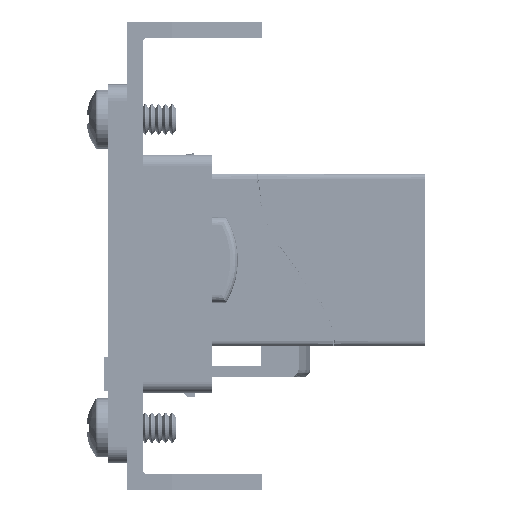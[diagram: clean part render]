
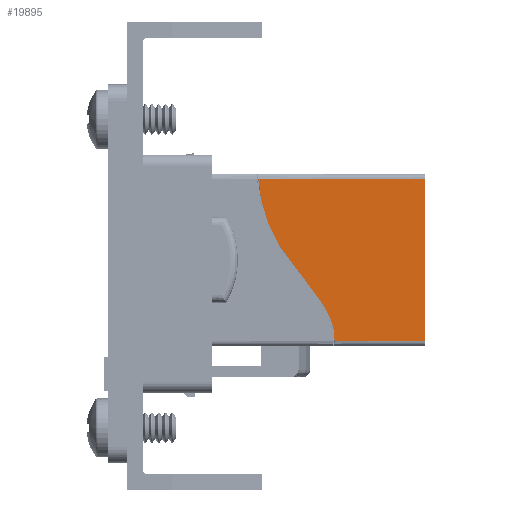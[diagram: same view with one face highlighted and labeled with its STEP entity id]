
A CAD part, left-side view. The second image highlights one B-rep face of the part: STEP entity #19895.
In plain terms, the highlighted face is planar.
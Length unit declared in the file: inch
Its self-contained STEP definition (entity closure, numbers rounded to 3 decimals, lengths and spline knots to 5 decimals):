
#1202 = CARTESIAN_POINT ( 'NONE',  ( 0.28937, -0.03679, -0.06523 ) ) ;
#1297 = CARTESIAN_POINT ( 'NONE',  ( 0.28937, -0.27791, -0.29921 ) ) ;
#4027 = CARTESIAN_POINT ( 'NONE',  ( 0.28937, 0.58661, -0.3189 ) ) ;
#4717 = AXIS2_PLACEMENT_3D ( 'NONE', #4027, #39103, #15832 ) ;
#4924 = CARTESIAN_POINT ( 'NONE',  ( 0.28937, -0.2515, 0.29069 ) ) ;
#5097 = CARTESIAN_POINT ( 'NONE',  ( 0.28937, 0.0275, -0.24721 ) ) ;
#8525 = DIRECTION ( 'NONE',  ( 0., 0., -1. ) ) ;
#10268 = ORIENTED_EDGE ( 'NONE', *, *, #38714, .T. ) ;
#11852 = EDGE_CURVE ( 'NONE', #43974, #45237, #17476, .T. ) ;
#12035 = EDGE_CURVE ( 'NONE', #43974, #39591, #24337, .T. ) ;
#15832 = DIRECTION ( 'NONE',  ( 0., 0., 1. ) ) ;
#16339 = VERTEX_POINT ( 'NONE', #43546 ) ;
#16424 = CARTESIAN_POINT ( 'NONE',  ( 0.28937, -0.25126, 0.29921 ) ) ;
#17476 = B_SPLINE_CURVE_WITH_KNOTS ( 'NONE', 3,
 ( #16424, #4924, #39852, #43753, #20517, #47689, #24384, #1202, #28320, #5097, #32197 ),
 .UNSPECIFIED., .F., .F.,
 ( 4, 1, 1, 1, 1, 1, 1, 1, 4 ),
 ( 0.02828, 0.0625, 0.125, 0.25, 0.375, 0.5, 0.625, 0.75, 0.97109 ),
 .UNSPECIFIED. ) ;
#17529 = FACE_OUTER_BOUND ( 'NONE', #34700, .T. ) ;
#18200 = VECTOR ( 'NONE', #8525, 39.37008 ) ;
#19895 = ADVANCED_FACE ( 'NONE', ( #17529 ), #42858, .F. ) ;
#20517 = CARTESIAN_POINT ( 'NONE',  ( 0.28937, -0.20132, 0.14988 ) ) ;
#21905 = VECTOR ( 'NONE', #22542, 39.37008 ) ;
#22256 = ORIENTED_EDGE ( 'NONE', *, *, #36535, .T. ) ;
#22288 = VECTOR ( 'NONE', #39949, 39.37008 ) ;
#22542 = DIRECTION ( 'NONE',  ( 0., -1., 0. ) ) ;
#24228 = CARTESIAN_POINT ( 'NONE',  ( 0.28937, 0.0308, -0.29921 ) ) ;
#24337 = LINE ( 'NONE', #34262, #21905 ) ;
#24384 = CARTESIAN_POINT ( 'NONE',  ( 0.28937, -0.08552, 0.00727 ) ) ;
#28315 = CARTESIAN_POINT ( 'NONE',  ( 0.28937, -0.58661, 0.29921 ) ) ;
#28320 = CARTESIAN_POINT ( 'NONE',  ( 0.28937, 0.00993, -0.16603 ) ) ;
#28527 = LINE ( 'NONE', #39388, #18200 ) ;
#32197 = CARTESIAN_POINT ( 'NONE',  ( 0.28937, 0.0308, -0.29921 ) ) ;
#32292 = ORIENTED_EDGE ( 'NONE', *, *, #11852, .F. ) ;
#32628 = LINE ( 'NONE', #1297, #22288 ) ;
#33618 = CARTESIAN_POINT ( 'NONE',  ( 0.28937, -0.25126, 0.29921 ) ) ;
#34262 = CARTESIAN_POINT ( 'NONE',  ( 0.28937, -0.41894, 0.29921 ) ) ;
#34700 = EDGE_LOOP ( 'NONE', ( #22256, #10268, #32292, #46916 ) ) ;
#36535 = EDGE_CURVE ( 'NONE', #39591, #16339, #28527, .T. ) ;
#38714 = EDGE_CURVE ( 'NONE', #16339, #45237, #32628, .T. ) ;
#39103 = DIRECTION ( 'NONE',  ( -1., 0., 0. ) ) ;
#39388 = CARTESIAN_POINT ( 'NONE',  ( 0.28937, -0.58661, -0.3189 ) ) ;
#39591 = VERTEX_POINT ( 'NONE', #28315 ) ;
#39852 = CARTESIAN_POINT ( 'NONE',  ( 0.28937, -0.2506, 0.26662 ) ) ;
#39949 = DIRECTION ( 'NONE',  ( 0., 1., 0. ) ) ;
#42858 = PLANE ( 'NONE',  #4717 ) ;
#43546 = CARTESIAN_POINT ( 'NONE',  ( 0.28937, -0.58661, -0.29921 ) ) ;
#43753 = CARTESIAN_POINT ( 'NONE',  ( 0.28937, -0.23859, 0.21579 ) ) ;
#43974 = VERTEX_POINT ( 'NONE', #33618 ) ;
#45237 = VERTEX_POINT ( 'NONE', #24228 ) ;
#46916 = ORIENTED_EDGE ( 'NONE', *, *, #12035, .T. ) ;
#47689 = CARTESIAN_POINT ( 'NONE',  ( 0.28937, -0.14183, 0.07751 ) ) ;
